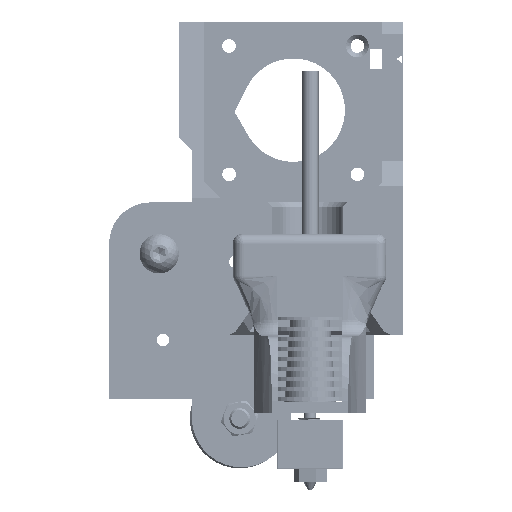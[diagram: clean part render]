
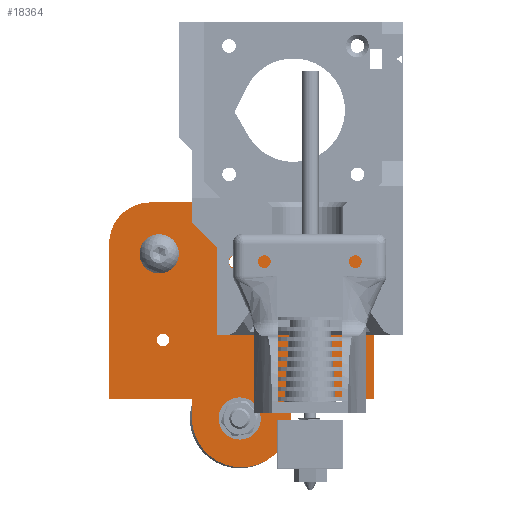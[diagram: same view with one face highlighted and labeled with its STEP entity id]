
A CAD part, front view. The second image highlights one B-rep face of the part: STEP entity #18364.
In plain terms, the highlighted face is planar.
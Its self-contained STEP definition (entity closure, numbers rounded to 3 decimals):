
#1432=FACE_BOUND('',#3185,.T.);
#1433=FACE_BOUND('',#3186,.T.);
#1434=FACE_BOUND('',#3187,.T.);
#1435=FACE_BOUND('',#3188,.T.);
#1436=FACE_BOUND('',#3189,.T.);
#1437=FACE_BOUND('',#3190,.T.);
#1438=FACE_BOUND('',#3191,.T.);
#1641=PLANE('',#19644);
#2126=FACE_OUTER_BOUND('',#3184,.T.);
#3184=EDGE_LOOP('',(#12479,#12480,#12481,#12482,#12483,#12484,#12485,#12486,
#12487,#12488));
#3185=EDGE_LOOP('',(#12489));
#3186=EDGE_LOOP('',(#12490));
#3187=EDGE_LOOP('',(#12491));
#3188=EDGE_LOOP('',(#12492));
#3189=EDGE_LOOP('',(#12493));
#3190=EDGE_LOOP('',(#12494));
#3191=EDGE_LOOP('',(#12495));
#4451=LINE('',#26325,#5838);
#4452=LINE('',#26329,#5839);
#4453=LINE('',#26331,#5840);
#4454=LINE('',#26333,#5841);
#4455=LINE('',#26337,#5842);
#4456=LINE('',#26339,#5843);
#4457=LINE('',#26340,#5844);
#5838=VECTOR('',#21448,1000.);
#5839=VECTOR('',#21451,1000.);
#5840=VECTOR('',#21452,1000.);
#5841=VECTOR('',#21453,1000.);
#5842=VECTOR('',#21456,1000.);
#5843=VECTOR('',#21457,1000.);
#5844=VECTOR('',#21458,1000.);
#7215=CIRCLE('',#19613,2.7);
#7217=CIRCLE('',#19616,2.7);
#7219=CIRCLE('',#19619,3.6);
#7221=CIRCLE('',#19622,1.5);
#7222=CIRCLE('',#19624,1.5);
#7224=CIRCLE('',#19627,2.5);
#7226=CIRCLE('',#19630,2.5);
#7236=CIRCLE('',#19645,10.);
#7237=CIRCLE('',#19646,10.);
#7238=CIRCLE('',#19647,12.);
#7859=VERTEX_POINT('',#26257);
#7861=VERTEX_POINT('',#26263);
#7863=VERTEX_POINT('',#26269);
#7865=VERTEX_POINT('',#26275);
#7866=VERTEX_POINT('',#26279);
#7868=VERTEX_POINT('',#26285);
#7870=VERTEX_POINT('',#26291);
#7880=VERTEX_POINT('',#26321);
#7881=VERTEX_POINT('',#26322);
#7882=VERTEX_POINT('',#26324);
#7883=VERTEX_POINT('',#26326);
#7884=VERTEX_POINT('',#26328);
#7885=VERTEX_POINT('',#26330);
#7886=VERTEX_POINT('',#26332);
#7887=VERTEX_POINT('',#26334);
#7888=VERTEX_POINT('',#26336);
#7889=VERTEX_POINT('',#26338);
#9683=EDGE_CURVE('',#7859,#7859,#7215,.T.);
#9686=EDGE_CURVE('',#7861,#7861,#7217,.T.);
#9689=EDGE_CURVE('',#7863,#7863,#7219,.T.);
#9692=EDGE_CURVE('',#7865,#7865,#7221,.T.);
#9693=EDGE_CURVE('',#7866,#7866,#7222,.T.);
#9696=EDGE_CURVE('',#7868,#7868,#7224,.T.);
#9699=EDGE_CURVE('',#7870,#7870,#7226,.T.);
#9714=EDGE_CURVE('',#7880,#7881,#7236,.T.);
#9715=EDGE_CURVE('',#7882,#7880,#4451,.T.);
#9716=EDGE_CURVE('',#7883,#7882,#7237,.T.);
#9717=EDGE_CURVE('',#7884,#7883,#4452,.T.);
#9718=EDGE_CURVE('',#7885,#7884,#4453,.T.);
#9719=EDGE_CURVE('',#7886,#7885,#4454,.T.);
#9720=EDGE_CURVE('',#7887,#7886,#7238,.T.);
#9721=EDGE_CURVE('',#7888,#7887,#4455,.T.);
#9722=EDGE_CURVE('',#7889,#7888,#4456,.T.);
#9723=EDGE_CURVE('',#7881,#7889,#4457,.T.);
#12479=ORIENTED_EDGE('',*,*,#9714,.F.);
#12480=ORIENTED_EDGE('',*,*,#9715,.F.);
#12481=ORIENTED_EDGE('',*,*,#9716,.F.);
#12482=ORIENTED_EDGE('',*,*,#9717,.F.);
#12483=ORIENTED_EDGE('',*,*,#9718,.F.);
#12484=ORIENTED_EDGE('',*,*,#9719,.F.);
#12485=ORIENTED_EDGE('',*,*,#9720,.F.);
#12486=ORIENTED_EDGE('',*,*,#9721,.F.);
#12487=ORIENTED_EDGE('',*,*,#9722,.F.);
#12488=ORIENTED_EDGE('',*,*,#9723,.F.);
#12489=ORIENTED_EDGE('',*,*,#9683,.F.);
#12490=ORIENTED_EDGE('',*,*,#9686,.F.);
#12491=ORIENTED_EDGE('',*,*,#9689,.F.);
#12492=ORIENTED_EDGE('',*,*,#9692,.F.);
#12493=ORIENTED_EDGE('',*,*,#9693,.F.);
#12494=ORIENTED_EDGE('',*,*,#9696,.F.);
#12495=ORIENTED_EDGE('',*,*,#9699,.F.);
#18364=ADVANCED_FACE('',(#2126,#1432,#1433,#1434,#1435,#1436,#1437,#1438),
#1641,.F.);
#19613=AXIS2_PLACEMENT_3D('',#26259,#21372,#21373);
#19616=AXIS2_PLACEMENT_3D('',#26265,#21379,#21380);
#19619=AXIS2_PLACEMENT_3D('',#26271,#21386,#21387);
#19622=AXIS2_PLACEMENT_3D('',#26277,#21393,#21394);
#19624=AXIS2_PLACEMENT_3D('',#26280,#21397,#21398);
#19627=AXIS2_PLACEMENT_3D('',#26286,#21404,#21405);
#19630=AXIS2_PLACEMENT_3D('',#26292,#21411,#21412);
#19644=AXIS2_PLACEMENT_3D('',#26320,#21444,#21445);
#19645=AXIS2_PLACEMENT_3D('',#26323,#21446,#21447);
#19646=AXIS2_PLACEMENT_3D('',#26327,#21449,#21450);
#19647=AXIS2_PLACEMENT_3D('',#26335,#21454,#21455);
#21372=DIRECTION('center_axis',(0.,0.,1.));
#21373=DIRECTION('ref_axis',(1.,0.,0.));
#21379=DIRECTION('center_axis',(0.,0.,1.));
#21380=DIRECTION('ref_axis',(1.,0.,0.));
#21386=DIRECTION('center_axis',(0.,0.,1.));
#21387=DIRECTION('ref_axis',(1.,0.,0.));
#21393=DIRECTION('center_axis',(0.,0.,1.));
#21394=DIRECTION('ref_axis',(1.,0.,0.));
#21397=DIRECTION('center_axis',(0.,0.,1.));
#21398=DIRECTION('ref_axis',(-1.,0.,0.));
#21404=DIRECTION('center_axis',(0.,0.,1.));
#21405=DIRECTION('ref_axis',(-1.,0.,0.));
#21411=DIRECTION('center_axis',(0.,0.,1.));
#21412=DIRECTION('ref_axis',(-1.,0.,0.));
#21444=DIRECTION('center_axis',(0.,0.,-1.));
#21445=DIRECTION('ref_axis',(-1.,0.,0.));
#21446=DIRECTION('center_axis',(0.,0.,-1.));
#21447=DIRECTION('ref_axis',(-1.,0.,0.));
#21448=DIRECTION('',(1.,0.,0.));
#21449=DIRECTION('center_axis',(0.,0.,-1.));
#21450=DIRECTION('ref_axis',(1.,0.,0.));
#21451=DIRECTION('',(0.,1.,0.));
#21452=DIRECTION('',(-1.,0.,0.));
#21453=DIRECTION('',(0.,1.,0.));
#21454=DIRECTION('center_axis',(0.,0.,-1.));
#21455=DIRECTION('ref_axis',(-1.,0.,0.));
#21456=DIRECTION('',(0.,-1.,0.));
#21457=DIRECTION('',(-1.,0.,0.));
#21458=DIRECTION('',(0.,-1.,0.));
#26257=CARTESIAN_POINT('',(6.8,7.55,2.5));
#26259=CARTESIAN_POINT('Origin',(9.5,7.55,2.5));
#26263=CARTESIAN_POINT('',(20.8,7.55,2.5));
#26265=CARTESIAN_POINT('Origin',(23.5,7.55,2.5));
#26269=CARTESIAN_POINT('',(-3.6,-20.1,2.5));
#26271=CARTESIAN_POINT('Origin',(0.,-20.1,2.5));
#26275=CARTESIAN_POINT('',(-20.5,-1.25,2.5));
#26277=CARTESIAN_POINT('Origin',(-19.,-1.25,2.5));
#26279=CARTESIAN_POINT('',(0.,17.65,2.5));
#26280=CARTESIAN_POINT('Origin',(-1.5,17.65,2.5));
#26285=CARTESIAN_POINT('',(22.5,20.1,2.5));
#26286=CARTESIAN_POINT('Origin',(20.,20.1,2.5));
#26291=CARTESIAN_POINT('',(-17.5,20.1,2.5));
#26292=CARTESIAN_POINT('Origin',(-20.,20.1,2.5));
#26320=CARTESIAN_POINT('Origin',(0.,-20.,2.5));
#26321=CARTESIAN_POINT('',(22.,32.,2.5));
#26322=CARTESIAN_POINT('',(32.,22.,2.5));
#26323=CARTESIAN_POINT('Origin',(22.,22.,2.5));
#26324=CARTESIAN_POINT('',(-22.,32.,2.5));
#26325=CARTESIAN_POINT('',(0.,32.,2.5));
#26326=CARTESIAN_POINT('',(-32.,22.,2.5));
#26327=CARTESIAN_POINT('Origin',(-22.,22.,2.5));
#26328=CARTESIAN_POINT('',(-32.,-15.5,2.5));
#26329=CARTESIAN_POINT('',(-32.,-20.,2.5));
#26330=CARTESIAN_POINT('',(-12.,-15.5,2.5));
#26331=CARTESIAN_POINT('',(0.,-15.5,2.5));
#26332=CARTESIAN_POINT('',(-12.,-20.,2.5));
#26333=CARTESIAN_POINT('',(-12.,-20.,2.5));
#26334=CARTESIAN_POINT('',(12.,-20.,2.5));
#26335=CARTESIAN_POINT('Origin',(0.,-20.,2.5));
#26336=CARTESIAN_POINT('',(12.,-15.5,2.5));
#26337=CARTESIAN_POINT('',(12.,-20.,2.5));
#26338=CARTESIAN_POINT('',(32.,-15.5,2.5));
#26339=CARTESIAN_POINT('',(0.,-15.5,2.5));
#26340=CARTESIAN_POINT('',(32.,-20.,2.5));
